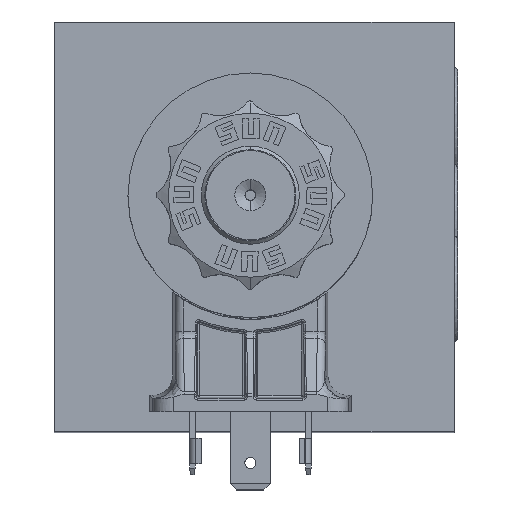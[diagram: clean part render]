
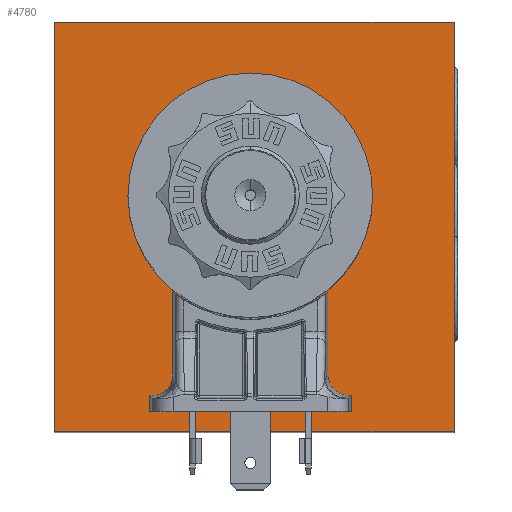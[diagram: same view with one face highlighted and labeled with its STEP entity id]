
A CAD part, top view. The second image highlights one B-rep face of the part: STEP entity #4780.
In plain terms, the highlighted planar face has unit normal (0, 0, 1).
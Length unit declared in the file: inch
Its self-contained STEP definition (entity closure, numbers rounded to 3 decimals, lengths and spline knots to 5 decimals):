
#1491=DIRECTION('',(0.,-1.,0.));
#1492=VECTOR('',#1491,2.5);
#1493=CARTESIAN_POINT('',(0.,0.,4.));
#1494=LINE('',#1493,#1492);
#1495=DIRECTION('',(-1.,0.,0.));
#1496=VECTOR('',#1495,2.438);
#1497=CARTESIAN_POINT('',(2.438,0.,4.));
#1498=LINE('',#1497,#1496);
#1499=DIRECTION('',(0.,1.,0.));
#1500=VECTOR('',#1499,2.5);
#1501=CARTESIAN_POINT('',(2.438,-2.5,4.));
#1502=LINE('',#1501,#1500);
#1503=DIRECTION('',(1.,0.,0.));
#1504=VECTOR('',#1503,2.438);
#1505=CARTESIAN_POINT('',(0.,-2.5,4.));
#1506=LINE('',#1505,#1504);
#1507=CARTESIAN_POINT('',(1.195,-1.062,4.));
#1508=DIRECTION('',(0.,0.,-1.));
#1509=DIRECTION('',(-1.,0.,0.));
#1510=AXIS2_PLACEMENT_3D('',#1507,#1508,#1509);
#1512=CARTESIAN_POINT('',(1.195,-1.062,4.));
#1513=DIRECTION('',(0.,0.,-1.));
#1514=DIRECTION('',(1.,0.,0.));
#1515=AXIS2_PLACEMENT_3D('',#1512,#1513,#1514);
#3356=CARTESIAN_POINT('',(0.,0.,4.));
#3357=CARTESIAN_POINT('',(0.,-2.5,4.));
#3358=VERTEX_POINT('',#3356);
#3359=VERTEX_POINT('',#3357);
#3360=CARTESIAN_POINT('',(2.438,-2.5,4.));
#3361=VERTEX_POINT('',#3360);
#3362=CARTESIAN_POINT('',(2.438,0.,4.));
#3363=VERTEX_POINT('',#3362);
#3592=CARTESIAN_POINT('',(1.56683,-1.062,4.));
#3593=VERTEX_POINT('',#3592);
#3594=CARTESIAN_POINT('',(0.82317,-1.062,4.));
#3595=VERTEX_POINT('',#3594);
#4762=CARTESIAN_POINT('',(0.,0.,4.));
#4763=DIRECTION('',(0.,0.,1.));
#4764=DIRECTION('',(1.,0.,0.));
#4765=AXIS2_PLACEMENT_3D('',#4762,#4763,#4764);
#4766=PLANE('',#4765);
#4767=ORIENTED_EDGE('',*,*,#4695,.F.);
#4768=ORIENTED_EDGE('',*,*,#4756,.F.);
#4769=ORIENTED_EDGE('',*,*,#4378,.F.);
#4771=ORIENTED_EDGE('',*,*,#4770,.F.);
#4772=EDGE_LOOP('',(#4767,#4768,#4769,#4771));
#4773=FACE_OUTER_BOUND('',#4772,.F.);
#4775=ORIENTED_EDGE('',*,*,#4774,.F.);
#4777=ORIENTED_EDGE('',*,*,#4776,.F.);
#4778=EDGE_LOOP('',(#4775,#4777));
#4779=FACE_BOUND('',#4778,.F.);
#4780=ADVANCED_FACE('',(#4773,#4779),#4766,.T.);
#1511=CIRCLE('',#1510,0.37183);
#1516=CIRCLE('',#1515,0.37183);
#4378=EDGE_CURVE('',#3361,#3363,#1502,.T.);
#4695=EDGE_CURVE('',#3358,#3359,#1494,.T.);
#4756=EDGE_CURVE('',#3363,#3358,#1498,.T.);
#4770=EDGE_CURVE('',#3359,#3361,#1506,.T.);
#4774=EDGE_CURVE('',#3595,#3593,#1511,.T.);
#4776=EDGE_CURVE('',#3593,#3595,#1516,.T.);
